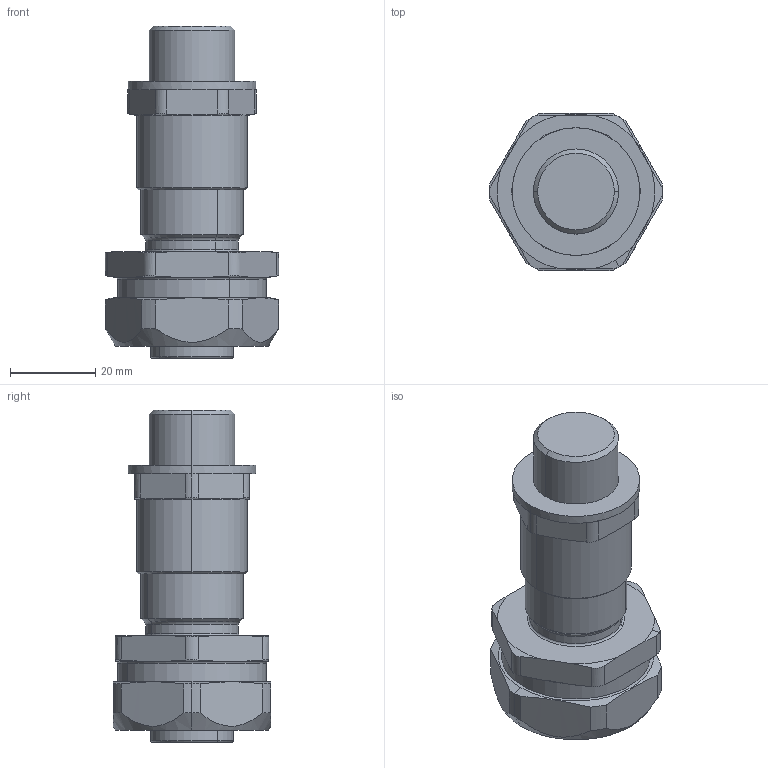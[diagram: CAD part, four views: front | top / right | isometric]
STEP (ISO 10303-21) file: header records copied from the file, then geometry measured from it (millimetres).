
FILE_DESCRIPTION (( 'STEP AP203' ), '1' );
FILE_NAME ('KAEPM2MHK-20.STEP', '2023-03-30T06:56:21', ( '' ), ( '' ), 'SwSTEP 2.0', 'SolidWorks 2022', '' );
FILE_SCHEMA (( 'CONFIG_CONTROL_DESIGN' ));
Length unit declared in the file: millimetre
Products named in the file (1): KAEPM2MHK-20
Bounding box: 40.7 x 37 x 78 mm (x, y, z)
Volume: 50085.7 mm3; surface area: 9952.3 mm2
Topology: 1 solids, 2 shells, 114 faces, 281 edges, 176 vertices
Faces by surface type: plane 39, cylinder 37, cone 30, torus 8
Entity records: 3868 total; most frequent: CARTESIAN_POINT 1113, DIRECTION 571, ORIENTED_EDGE 562, EDGE_CURVE 281, AXIS2_PLACEMENT_3D 240, VERTEX_POINT 176, CIRCLE 125, EDGE_LOOP 121
